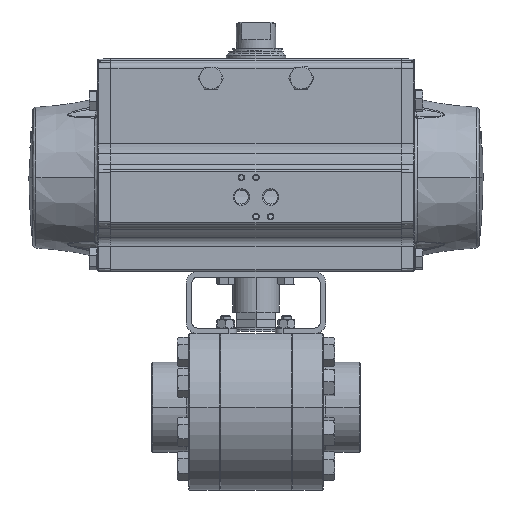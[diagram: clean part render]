
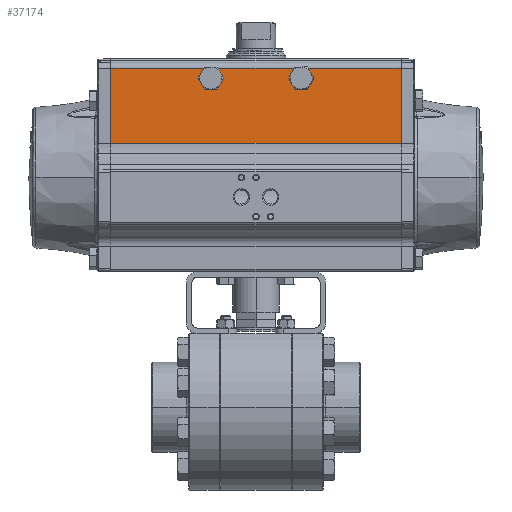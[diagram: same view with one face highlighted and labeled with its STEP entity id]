
A CAD part, top view. The second image highlights one B-rep face of the part: STEP entity #37174.
In plain terms, the highlighted planar face has unit normal (0, 0, 1).
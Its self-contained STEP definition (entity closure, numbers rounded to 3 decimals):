
#2619 = LINE ( 'NONE', #13922, #30783 ) ;
#3704 = CARTESIAN_POINT ( 'NONE',  ( -1.457, 10.606, 2.516 ) ) ;
#4318 = ORIENTED_EDGE ( 'NONE', *, *, #43218, .T. ) ;
#4601 = ORIENTED_EDGE ( 'NONE', *, *, #11766, .T. ) ;
#5495 = CARTESIAN_POINT ( 'NONE',  ( 4.675, 10.921, 2.516 ) ) ;
#6095 = CARTESIAN_POINT ( 'NONE',  ( -1.294, 10.921, 2.516 ) ) ;
#7901 = LINE ( 'NONE', #14130, #37759 ) ;
#8136 = VERTEX_POINT ( 'NONE', #55361 ) ;
#9379 = DIRECTION ( 'NONE',  ( 0., 1., 0. ) ) ;
#10382 = CARTESIAN_POINT ( 'NONE',  ( 4.675, 8.506, 2.516 ) ) ;
#11766 = EDGE_CURVE ( 'NONE', #38935, #49396, #22856, .T. ) ;
#12418 = CARTESIAN_POINT ( 'NONE',  ( -1.619, 10.921, 2.516 ) ) ;
#12736 = ORIENTED_EDGE ( 'NONE', *, *, #63257, .T. ) ;
#13589 = ORIENTED_EDGE ( 'NONE', *, *, #38996, .T. ) ;
#13922 = CARTESIAN_POINT ( 'NONE',  ( 4.675, 10.921, 2.516 ) ) ;
#14130 = CARTESIAN_POINT ( 'NONE',  ( 4.675, 10.921, 2.516 ) ) ;
#14855 = EDGE_CURVE ( 'NONE', #38935, #21111, #44599, .T. ) ;
#15160 = CARTESIAN_POINT ( 'NONE',  ( 4.675, 8.506, 2.516 ) ) ;
#19586 = DIRECTION ( 'NONE',  ( -1., 0., 0. ) ) ;
#20804 = DIRECTION ( 'NONE',  ( 0., 0., 1. ) ) ;
#21111 = VERTEX_POINT ( 'NONE', #41638 ) ;
#21334 = VERTEX_POINT ( 'NONE', #61546 ) ;
#22856 = LINE ( 'NONE', #10382, #64219 ) ;
#23303 = DIRECTION ( 'NONE',  ( 0., 1., 0. ) ) ;
#23414 = AXIS2_PLACEMENT_3D ( 'NONE', #3704, #43069, #9379 ) ;
#23691 = EDGE_CURVE ( 'NONE', #49396, #29999, #33867, .T. ) ;
#26713 = CARTESIAN_POINT ( 'NONE',  ( -4.675, 8.506, 2.516 ) ) ;
#26908 = EDGE_LOOP ( 'NONE', ( #13589, #4318, #12736, #61538, #65901, #4601, #66796, #28938 ) ) ;
#28938 = ORIENTED_EDGE ( 'NONE', *, *, #35959, .T. ) ;
#29999 = VERTEX_POINT ( 'NONE', #5495 ) ;
#30783 = VECTOR ( 'NONE', #19586, 39.37 ) ;
#32846 = AXIS2_PLACEMENT_3D ( 'NONE', #33108, #72502, #38753 ) ;
#32982 = DIRECTION ( 'NONE',  ( 1., 0., 0. ) ) ;
#33108 = CARTESIAN_POINT ( 'NONE',  ( 1.457, 10.606, 2.516 ) ) ;
#33867 = LINE ( 'NONE', #40246, #62050 ) ;
#35959 = EDGE_CURVE ( 'NONE', #29999, #8136, #2619, .T. ) ;
#37174 = ADVANCED_FACE ( 'NONE', ( #44780 ), #37493, .T. ) ;
#37493 = PLANE ( 'NONE',  #63878 ) ;
#37759 = VECTOR ( 'NONE', #47810, 39.37 ) ;
#38753 = DIRECTION ( 'NONE',  ( 1., 0., 0. ) ) ;
#38935 = VERTEX_POINT ( 'NONE', #26713 ) ;
#38996 = EDGE_CURVE ( 'NONE', #8136, #21334, #69258, .T. ) ;
#40246 = CARTESIAN_POINT ( 'NONE',  ( 4.675, 4.37, 2.516 ) ) ;
#40543 = LINE ( 'NONE', #64942, #65181 ) ;
#41638 = CARTESIAN_POINT ( 'NONE',  ( -4.675, 10.921, 2.516 ) ) ;
#43069 = DIRECTION ( 'NONE',  ( 0., 0., -1. ) ) ;
#43218 = EDGE_CURVE ( 'NONE', #21334, #51681, #40543, .T. ) ;
#44599 = LINE ( 'NONE', #69369, #72763 ) ;
#44780 = FACE_OUTER_BOUND ( 'NONE', #26908, .T. ) ;
#47810 = DIRECTION ( 'NONE',  ( -1., 0., 0. ) ) ;
#49396 = VERTEX_POINT ( 'NONE', #54593 ) ;
#51681 = VERTEX_POINT ( 'NONE', #6095 ) ;
#53316 = VERTEX_POINT ( 'NONE', #12418 ) ;
#54593 = CARTESIAN_POINT ( 'NONE',  ( 4.675, 8.506, 2.516 ) ) ;
#55018 = CIRCLE ( 'NONE', #23414, 0.354 ) ;
#55361 = CARTESIAN_POINT ( 'NONE',  ( 1.619, 10.921, 2.516 ) ) ;
#60183 = DIRECTION ( 'NONE',  ( 1., 0., 0. ) ) ;
#61538 = ORIENTED_EDGE ( 'NONE', *, *, #69244, .T. ) ;
#61546 = CARTESIAN_POINT ( 'NONE',  ( 1.294, 10.921, 2.516 ) ) ;
#62050 = VECTOR ( 'NONE', #23303, 39.37 ) ;
#63257 = EDGE_CURVE ( 'NONE', #51681, #53316, #55018, .T. ) ;
#63703 = DIRECTION ( 'NONE',  ( 0., 1., 0. ) ) ;
#63878 = AXIS2_PLACEMENT_3D ( 'NONE', #15160, #20804, #60183 ) ;
#64219 = VECTOR ( 'NONE', #32982, 39.37 ) ;
#64942 = CARTESIAN_POINT ( 'NONE',  ( 4.675, 10.921, 2.516 ) ) ;
#65181 = VECTOR ( 'NONE', #70634, 39.37 ) ;
#65901 = ORIENTED_EDGE ( 'NONE', *, *, #14855, .F. ) ;
#66796 = ORIENTED_EDGE ( 'NONE', *, *, #23691, .T. ) ;
#69244 = EDGE_CURVE ( 'NONE', #53316, #21111, #7901, .T. ) ;
#69258 = CIRCLE ( 'NONE', #32846, 0.354 ) ;
#69369 = CARTESIAN_POINT ( 'NONE',  ( -4.675, 4.37, 2.516 ) ) ;
#70634 = DIRECTION ( 'NONE',  ( -1., 0., 0. ) ) ;
#72502 = DIRECTION ( 'NONE',  ( 0., 0., -1. ) ) ;
#72763 = VECTOR ( 'NONE', #63703, 39.37 ) ;
